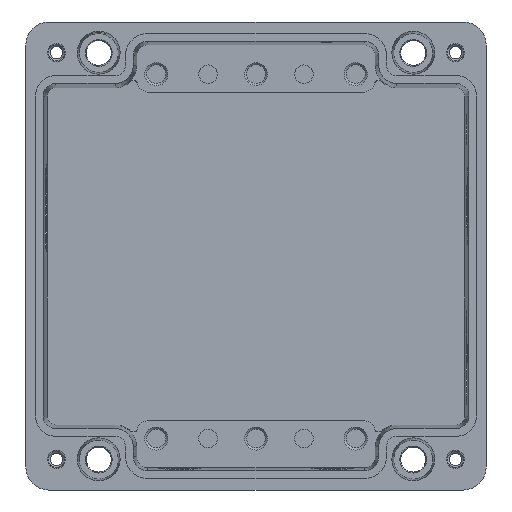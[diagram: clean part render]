
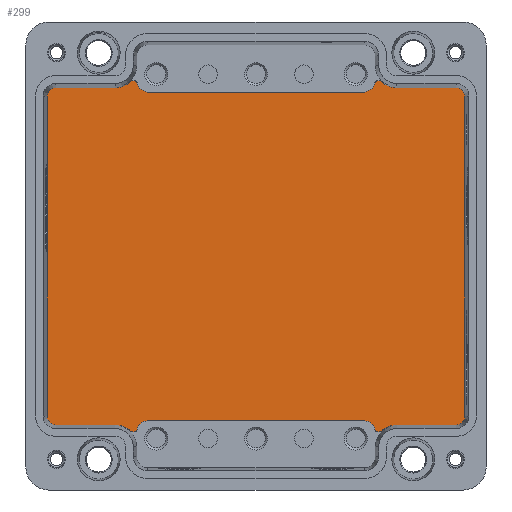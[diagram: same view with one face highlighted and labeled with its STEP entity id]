
A CAD part, top view. The second image highlights one B-rep face of the part: STEP entity #299.
In plain terms, the highlighted planar face has unit normal (0, 0, 1).
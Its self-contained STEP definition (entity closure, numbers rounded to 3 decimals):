
#24 = VERTEX_POINT('',#25);
#25 = CARTESIAN_POINT('',(-28.383,-55.93,-19.5));
#41 = VERTEX_POINT('',#42);
#42 = CARTESIAN_POINT('',(-27.748,-55.93,-19.5));
#48 = EDGE_CURVE('',#24,#41,#49,.T.);
#49 = LINE('',#50,#51);
#50 = CARTESIAN_POINT('',(32.25,-55.93,-19.5));
#51 = VECTOR('',#52,1.);
#52 = DIRECTION('',(1.,0.,0.));
#72 = EDGE_CURVE('',#24,#73,#75,.T.);
#73 = VERTEX_POINT('',#74);
#74 = CARTESIAN_POINT('',(-32.7,-53.968,-19.5));
#75 = CIRCLE('',#76,5.732);
#76 = AXIS2_PLACEMENT_3D('',#77,#78,#79);
#77 = CARTESIAN_POINT('',(-32.7,-59.7,-19.5));
#78 = DIRECTION('',(0.,-0.,1.));
#79 = DIRECTION('',(0.,1.,0.));
#280 = EDGE_CURVE('',#41,#281,#283,.T.);
#281 = VERTEX_POINT('',#282);
#282 = CARTESIAN_POINT('',(-26.847,-55.233,-19.5));
#283 = CIRCLE('',#284,0.93);
#284 = AXIS2_PLACEMENT_3D('',#285,#286,#287);
#285 = CARTESIAN_POINT('',(-27.748,-55.,-19.5));
#286 = DIRECTION('',(0.,-0.,1.));
#287 = DIRECTION('',(0.,1.,0.));
#299 = ADVANCED_FACE('',(#300),#517,.T.);
#300 = FACE_BOUND('',#301,.T.);
#301 = EDGE_LOOP('',(#302,#313,#321,#330,#338,#347,#355,#364,#372,#381,
    #389,#398,#407,#415,#424,#433,#441,#450,#458,#467,#475,#484,#490,
    #491,#492,#493,#502,#510));
#302 = ORIENTED_EDGE('',*,*,#303,.T.);
#303 = EDGE_CURVE('',#304,#306,#308,.T.);
#304 = VERTEX_POINT('',#305);
#305 = CARTESIAN_POINT('',(34.847,-55.233,-19.5));
#306 = VERTEX_POINT('',#307);
#307 = CARTESIAN_POINT('',(35.748,-55.93,-19.5));
#308 = CIRCLE('',#309,0.93);
#309 = AXIS2_PLACEMENT_3D('',#310,#311,#312);
#310 = CARTESIAN_POINT('',(35.748,-55.,-19.5));
#311 = DIRECTION('',(0.,-0.,1.));
#312 = DIRECTION('',(0.,1.,0.));
#313 = ORIENTED_EDGE('',*,*,#314,.T.);
#314 = EDGE_CURVE('',#306,#315,#317,.T.);
#315 = VERTEX_POINT('',#316);
#316 = CARTESIAN_POINT('',(36.383,-55.93,-19.5));
#317 = LINE('',#318,#319);
#318 = CARTESIAN_POINT('',(32.25,-55.93,-19.5));
#319 = VECTOR('',#320,1.);
#320 = DIRECTION('',(1.,0.,0.));
#321 = ORIENTED_EDGE('',*,*,#322,.F.);
#322 = EDGE_CURVE('',#323,#315,#325,.T.);
#323 = VERTEX_POINT('',#324);
#324 = CARTESIAN_POINT('',(40.7,-53.968,-19.5));
#325 = CIRCLE('',#326,5.732);
#326 = AXIS2_PLACEMENT_3D('',#327,#328,#329);
#327 = CARTESIAN_POINT('',(40.7,-59.7,-19.5));
#328 = DIRECTION('',(0.,-0.,1.));
#329 = DIRECTION('',(0.,1.,0.));
#330 = ORIENTED_EDGE('',*,*,#331,.T.);
#331 = EDGE_CURVE('',#323,#332,#334,.T.);
#332 = VERTEX_POINT('',#333);
#333 = CARTESIAN_POINT('',(56.2,-53.968,-19.5));
#334 = LINE('',#335,#336);
#335 = CARTESIAN_POINT('',(32.25,-53.968,-19.5));
#336 = VECTOR('',#337,1.);
#337 = DIRECTION('',(1.,0.,0.));
#338 = ORIENTED_EDGE('',*,*,#339,.T.);
#339 = EDGE_CURVE('',#332,#340,#342,.T.);
#340 = VERTEX_POINT('',#341);
#341 = CARTESIAN_POINT('',(58.468,-51.7,-19.5));
#342 = CIRCLE('',#343,2.268);
#343 = AXIS2_PLACEMENT_3D('',#344,#345,#346);
#344 = CARTESIAN_POINT('',(56.2,-51.7,-19.5));
#345 = DIRECTION('',(0.,-0.,1.));
#346 = DIRECTION('',(0.,1.,0.));
#347 = ORIENTED_EDGE('',*,*,#348,.T.);
#348 = EDGE_CURVE('',#340,#349,#351,.T.);
#349 = VERTEX_POINT('',#350);
#350 = CARTESIAN_POINT('',(58.468,31.7,-19.5));
#351 = LINE('',#352,#353);
#352 = CARTESIAN_POINT('',(58.468,-62.25,-19.5));
#353 = VECTOR('',#354,1.);
#354 = DIRECTION('',(0.,1.,0.));
#355 = ORIENTED_EDGE('',*,*,#356,.T.);
#356 = EDGE_CURVE('',#349,#357,#359,.T.);
#357 = VERTEX_POINT('',#358);
#358 = CARTESIAN_POINT('',(56.2,33.968,-19.5));
#359 = CIRCLE('',#360,2.268);
#360 = AXIS2_PLACEMENT_3D('',#361,#362,#363);
#361 = CARTESIAN_POINT('',(56.2,31.7,-19.5));
#362 = DIRECTION('',(0.,-0.,1.));
#363 = DIRECTION('',(0.,1.,0.));
#364 = ORIENTED_EDGE('',*,*,#365,.T.);
#365 = EDGE_CURVE('',#357,#366,#368,.T.);
#366 = VERTEX_POINT('',#367);
#367 = CARTESIAN_POINT('',(40.7,33.968,-19.5));
#368 = LINE('',#369,#370);
#369 = CARTESIAN_POINT('',(32.25,33.968,-19.5));
#370 = VECTOR('',#371,1.);
#371 = DIRECTION('',(-1.,0.,0.));
#372 = ORIENTED_EDGE('',*,*,#373,.F.);
#373 = EDGE_CURVE('',#374,#366,#376,.T.);
#374 = VERTEX_POINT('',#375);
#375 = CARTESIAN_POINT('',(36.383,35.93,-19.5));
#376 = CIRCLE('',#377,5.732);
#377 = AXIS2_PLACEMENT_3D('',#378,#379,#380);
#378 = CARTESIAN_POINT('',(40.7,39.7,-19.5));
#379 = DIRECTION('',(0.,-0.,1.));
#380 = DIRECTION('',(0.,1.,0.));
#381 = ORIENTED_EDGE('',*,*,#382,.T.);
#382 = EDGE_CURVE('',#374,#383,#385,.T.);
#383 = VERTEX_POINT('',#384);
#384 = CARTESIAN_POINT('',(35.748,35.93,-19.5));
#385 = LINE('',#386,#387);
#386 = CARTESIAN_POINT('',(32.25,35.93,-19.5));
#387 = VECTOR('',#388,1.);
#388 = DIRECTION('',(-1.,0.,0.));
#389 = ORIENTED_EDGE('',*,*,#390,.T.);
#390 = EDGE_CURVE('',#383,#391,#393,.T.);
#391 = VERTEX_POINT('',#392);
#392 = CARTESIAN_POINT('',(34.847,35.233,-19.5));
#393 = CIRCLE('',#394,0.93);
#394 = AXIS2_PLACEMENT_3D('',#395,#396,#397);
#395 = CARTESIAN_POINT('',(35.748,35.,-19.5));
#396 = DIRECTION('',(0.,-0.,1.));
#397 = DIRECTION('',(0.,1.,0.));
#398 = ORIENTED_EDGE('',*,*,#399,.F.);
#399 = EDGE_CURVE('',#400,#391,#402,.T.);
#400 = VERTEX_POINT('',#401);
#401 = CARTESIAN_POINT('',(31.875,32.93,-19.5));
#402 = CIRCLE('',#403,3.07);
#403 = AXIS2_PLACEMENT_3D('',#404,#405,#406);
#404 = CARTESIAN_POINT('',(31.875,36.,-19.5));
#405 = DIRECTION('',(0.,-0.,1.));
#406 = DIRECTION('',(0.,1.,0.));
#407 = ORIENTED_EDGE('',*,*,#408,.T.);
#408 = EDGE_CURVE('',#400,#409,#411,.T.);
#409 = VERTEX_POINT('',#410);
#410 = CARTESIAN_POINT('',(-23.875,32.93,-19.5));
#411 = LINE('',#412,#413);
#412 = CARTESIAN_POINT('',(32.25,32.93,-19.5));
#413 = VECTOR('',#414,1.);
#414 = DIRECTION('',(-1.,0.,0.));
#415 = ORIENTED_EDGE('',*,*,#416,.F.);
#416 = EDGE_CURVE('',#417,#409,#419,.T.);
#417 = VERTEX_POINT('',#418);
#418 = CARTESIAN_POINT('',(-26.847,35.233,-19.5));
#419 = CIRCLE('',#420,3.07);
#420 = AXIS2_PLACEMENT_3D('',#421,#422,#423);
#421 = CARTESIAN_POINT('',(-23.875,36.,-19.5));
#422 = DIRECTION('',(0.,-0.,1.));
#423 = DIRECTION('',(0.,1.,0.));
#424 = ORIENTED_EDGE('',*,*,#425,.T.);
#425 = EDGE_CURVE('',#417,#426,#428,.T.);
#426 = VERTEX_POINT('',#427);
#427 = CARTESIAN_POINT('',(-27.748,35.93,-19.5));
#428 = CIRCLE('',#429,0.93);
#429 = AXIS2_PLACEMENT_3D('',#430,#431,#432);
#430 = CARTESIAN_POINT('',(-27.748,35.,-19.5));
#431 = DIRECTION('',(0.,-0.,1.));
#432 = DIRECTION('',(0.,1.,0.));
#433 = ORIENTED_EDGE('',*,*,#434,.T.);
#434 = EDGE_CURVE('',#426,#435,#437,.T.);
#435 = VERTEX_POINT('',#436);
#436 = CARTESIAN_POINT('',(-28.383,35.93,-19.5));
#437 = LINE('',#438,#439);
#438 = CARTESIAN_POINT('',(32.25,35.93,-19.5));
#439 = VECTOR('',#440,1.);
#440 = DIRECTION('',(-1.,0.,0.));
#441 = ORIENTED_EDGE('',*,*,#442,.F.);
#442 = EDGE_CURVE('',#443,#435,#445,.T.);
#443 = VERTEX_POINT('',#444);
#444 = CARTESIAN_POINT('',(-32.7,33.968,-19.5));
#445 = CIRCLE('',#446,5.732);
#446 = AXIS2_PLACEMENT_3D('',#447,#448,#449);
#447 = CARTESIAN_POINT('',(-32.7,39.7,-19.5));
#448 = DIRECTION('',(0.,-0.,1.));
#449 = DIRECTION('',(0.,1.,0.));
#450 = ORIENTED_EDGE('',*,*,#451,.T.);
#451 = EDGE_CURVE('',#443,#452,#454,.T.);
#452 = VERTEX_POINT('',#453);
#453 = CARTESIAN_POINT('',(-48.2,33.968,-19.5));
#454 = LINE('',#455,#456);
#455 = CARTESIAN_POINT('',(32.25,33.968,-19.5));
#456 = VECTOR('',#457,1.);
#457 = DIRECTION('',(-1.,0.,0.));
#458 = ORIENTED_EDGE('',*,*,#459,.T.);
#459 = EDGE_CURVE('',#452,#460,#462,.T.);
#460 = VERTEX_POINT('',#461);
#461 = CARTESIAN_POINT('',(-50.468,31.7,-19.5));
#462 = CIRCLE('',#463,2.268);
#463 = AXIS2_PLACEMENT_3D('',#464,#465,#466);
#464 = CARTESIAN_POINT('',(-48.2,31.7,-19.5));
#465 = DIRECTION('',(0.,-0.,1.));
#466 = DIRECTION('',(0.,1.,0.));
#467 = ORIENTED_EDGE('',*,*,#468,.T.);
#468 = EDGE_CURVE('',#460,#469,#471,.T.);
#469 = VERTEX_POINT('',#470);
#470 = CARTESIAN_POINT('',(-50.468,-51.7,-19.5));
#471 = LINE('',#472,#473);
#472 = CARTESIAN_POINT('',(-50.468,-62.25,-19.5));
#473 = VECTOR('',#474,1.);
#474 = DIRECTION('',(0.,-1.,0.));
#475 = ORIENTED_EDGE('',*,*,#476,.T.);
#476 = EDGE_CURVE('',#469,#477,#479,.T.);
#477 = VERTEX_POINT('',#478);
#478 = CARTESIAN_POINT('',(-48.2,-53.968,-19.5));
#479 = CIRCLE('',#480,2.268);
#480 = AXIS2_PLACEMENT_3D('',#481,#482,#483);
#481 = CARTESIAN_POINT('',(-48.2,-51.7,-19.5));
#482 = DIRECTION('',(0.,-0.,1.));
#483 = DIRECTION('',(0.,1.,0.));
#484 = ORIENTED_EDGE('',*,*,#485,.T.);
#485 = EDGE_CURVE('',#477,#73,#486,.T.);
#486 = LINE('',#487,#488);
#487 = CARTESIAN_POINT('',(32.25,-53.968,-19.5));
#488 = VECTOR('',#489,1.);
#489 = DIRECTION('',(1.,0.,0.));
#490 = ORIENTED_EDGE('',*,*,#72,.F.);
#491 = ORIENTED_EDGE('',*,*,#48,.T.);
#492 = ORIENTED_EDGE('',*,*,#280,.T.);
#493 = ORIENTED_EDGE('',*,*,#494,.F.);
#494 = EDGE_CURVE('',#495,#281,#497,.T.);
#495 = VERTEX_POINT('',#496);
#496 = CARTESIAN_POINT('',(-23.875,-52.93,-19.5));
#497 = CIRCLE('',#498,3.07);
#498 = AXIS2_PLACEMENT_3D('',#499,#500,#501);
#499 = CARTESIAN_POINT('',(-23.875,-56.,-19.5));
#500 = DIRECTION('',(0.,-0.,1.));
#501 = DIRECTION('',(0.,1.,0.));
#502 = ORIENTED_EDGE('',*,*,#503,.T.);
#503 = EDGE_CURVE('',#495,#504,#506,.T.);
#504 = VERTEX_POINT('',#505);
#505 = CARTESIAN_POINT('',(31.875,-52.93,-19.5));
#506 = LINE('',#507,#508);
#507 = CARTESIAN_POINT('',(32.25,-52.93,-19.5));
#508 = VECTOR('',#509,1.);
#509 = DIRECTION('',(1.,0.,0.));
#510 = ORIENTED_EDGE('',*,*,#511,.F.);
#511 = EDGE_CURVE('',#304,#504,#512,.T.);
#512 = CIRCLE('',#513,3.07);
#513 = AXIS2_PLACEMENT_3D('',#514,#515,#516);
#514 = CARTESIAN_POINT('',(31.875,-56.,-19.5));
#515 = DIRECTION('',(0.,-0.,1.));
#516 = DIRECTION('',(0.,1.,0.));
#517 = PLANE('',#518);
#518 = AXIS2_PLACEMENT_3D('',#519,#520,#521);
#519 = CARTESIAN_POINT('',(32.25,-62.25,-19.5));
#520 = DIRECTION('',(0.,0.,1.));
#521 = DIRECTION('',(0.,1.,0.));
